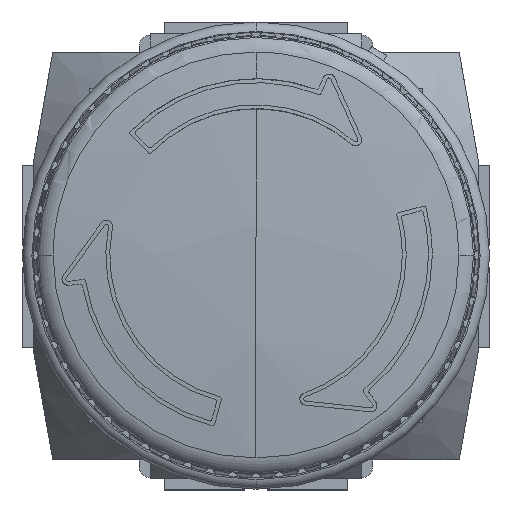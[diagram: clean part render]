
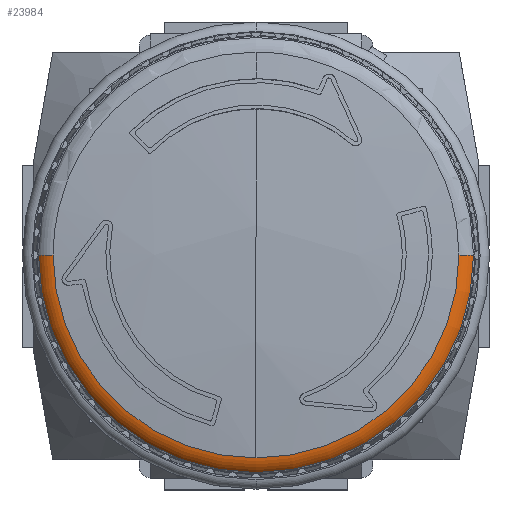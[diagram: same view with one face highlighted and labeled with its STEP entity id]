
A CAD part, top view. The second image highlights one B-rep face of the part: STEP entity #23984.
In plain terms, the highlighted toroidal (fillet/blend) face has major radius 18 mm and minor radius 2 mm.
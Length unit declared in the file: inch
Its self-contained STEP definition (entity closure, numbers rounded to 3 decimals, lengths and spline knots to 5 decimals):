
#618 = ORIENTED_EDGE ( 'NONE', *, *, #41048, .T. ) ;
#856 = CARTESIAN_POINT ( 'NONE',  ( -0.70866, 0., 1.13785 ) ) ;
#987 = DIRECTION ( 'NONE',  ( -1., 0., 0. ) ) ;
#1205 = CARTESIAN_POINT ( 'NONE',  ( 0.70866, 0., 1.13785 ) ) ;
#1478 = AXIS2_PLACEMENT_3D ( 'NONE', #856, #65041, #5065 ) ;
#2986 = ORIENTED_EDGE ( 'NONE', *, *, #52955, .F. ) ;
#3195 = DIRECTION ( 'NONE',  ( 0., 0., -1. ) ) ;
#4723 = DIRECTION ( 'NONE',  ( 0., 0., -1. ) ) ;
#5065 = DIRECTION ( 'NONE',  ( 0., 0., -1. ) ) ;
#9859 = AXIS2_PLACEMENT_3D ( 'NONE', #63670, #4723, #36449 ) ;
#10880 = CARTESIAN_POINT ( 'NONE',  ( 0., 0., 1.13785 ) ) ;
#11687 = VERTEX_POINT ( 'NONE', #59760 ) ;
#12498 = EDGE_CURVE ( 'NONE', #51085, #47131, #31550, .T. ) ;
#15910 = ORIENTED_EDGE ( 'NONE', *, *, #66448, .F. ) ;
#17575 = CIRCLE ( 'NONE', #35406, 0.71824 ) ;
#21480 = VERTEX_POINT ( 'NONE', #59620 ) ;
#23984 = ADVANCED_FACE ( 'NONE', ( #36100 ), #24843, .T. ) ;
#24843 = TOROIDAL_SURFACE ( 'NONE', #63862, 0.70866, 0.07874 ) ;
#25599 = CIRCLE ( 'NONE', #61244, 0.76992 ) ;
#26116 = CARTESIAN_POINT ( 'NONE',  ( 0., 0., 1.216 ) ) ;
#27342 = EDGE_CURVE ( 'NONE', #11687, #21480, #17575, .T. ) ;
#27361 = DIRECTION ( 'NONE',  ( 0., 1., 0. ) ) ;
#27963 = AXIS2_PLACEMENT_3D ( 'NONE', #1205, #27361, #58775 ) ;
#28507 = ORIENTED_EDGE ( 'NONE', *, *, #27342, .T. ) ;
#29368 = DIRECTION ( 'NONE',  ( -1., 0., 0. ) ) ;
#31550 = CIRCLE ( 'NONE', #1478, 0.07874 ) ;
#35096 = DIRECTION ( 'NONE',  ( -1., 0., 0. ) ) ;
#35406 = AXIS2_PLACEMENT_3D ( 'NONE', #26116, #36909, #987 ) ;
#36100 = FACE_OUTER_BOUND ( 'NONE', #47711, .T. ) ;
#36449 = DIRECTION ( 'NONE',  ( -1., 0., 0. ) ) ;
#36909 = DIRECTION ( 'NONE',  ( 0., 0., -1. ) ) ;
#40763 = CARTESIAN_POINT ( 'NONE',  ( 0.76992, 0., 1.18731 ) ) ;
#41048 = EDGE_CURVE ( 'NONE', #21480, #51085, #54433, .T. ) ;
#41336 = DIRECTION ( 'NONE',  ( 0., 0., -1. ) ) ;
#42995 = VERTEX_POINT ( 'NONE', #40763 ) ;
#43151 = CARTESIAN_POINT ( 'NONE',  ( -0.71824, 0., 1.216 ) ) ;
#47131 = VERTEX_POINT ( 'NONE', #59430 ) ;
#47711 = EDGE_LOOP ( 'NONE', ( #15910, #28507, #618, #57247, #2986 ) ) ;
#51085 = VERTEX_POINT ( 'NONE', #43151 ) ;
#52955 = EDGE_CURVE ( 'NONE', #42995, #47131, #25599, .T. ) ;
#54433 = CIRCLE ( 'NONE', #9859, 0.71824 ) ;
#57247 = ORIENTED_EDGE ( 'NONE', *, *, #12498, .T. ) ;
#58062 = CIRCLE ( 'NONE', #27963, 0.07874 ) ;
#58775 = DIRECTION ( 'NONE',  ( -1., 0., 0. ) ) ;
#59430 = CARTESIAN_POINT ( 'NONE',  ( -0.76992, 0., 1.18731 ) ) ;
#59620 = CARTESIAN_POINT ( 'NONE',  ( 0., -0.71824, 1.216 ) ) ;
#59760 = CARTESIAN_POINT ( 'NONE',  ( 0.71824, 0., 1.216 ) ) ;
#61244 = AXIS2_PLACEMENT_3D ( 'NONE', #66358, #3195, #29368 ) ;
#63670 = CARTESIAN_POINT ( 'NONE',  ( 0., 0., 1.216 ) ) ;
#63862 = AXIS2_PLACEMENT_3D ( 'NONE', #10880, #41336, #35096 ) ;
#65041 = DIRECTION ( 'NONE',  ( 0., -1., 0. ) ) ;
#66358 = CARTESIAN_POINT ( 'NONE',  ( 0., 0., 1.18731 ) ) ;
#66448 = EDGE_CURVE ( 'NONE', #11687, #42995, #58062, .T. ) ;
